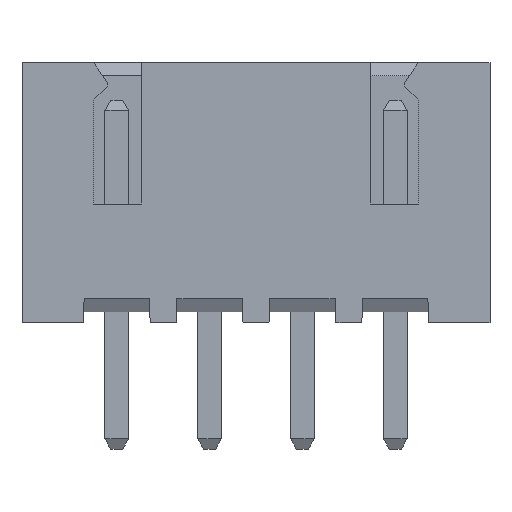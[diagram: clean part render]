
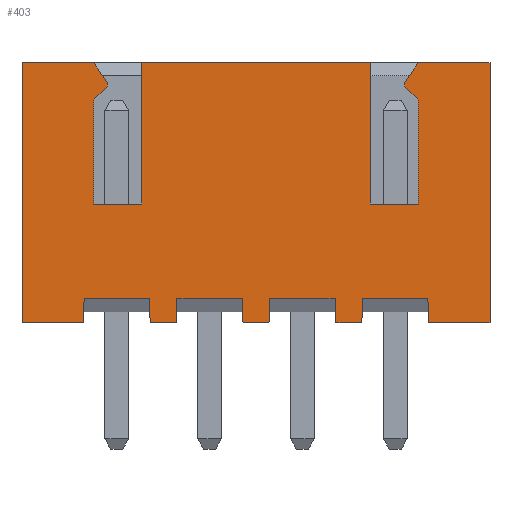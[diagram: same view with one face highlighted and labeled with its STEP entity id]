
A CAD part, front view. The second image highlights one B-rep face of the part: STEP entity #403.
In plain terms, the highlighted planar face has unit normal (0, -1, 0).
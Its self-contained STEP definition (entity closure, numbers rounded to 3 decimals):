
#403=ADVANCED_FACE('',(#1044),#1046,.T.);
#1044=FACE_BOUND('',#1045,.T.);
#1045=EDGE_LOOP('',(#1546,#1547,#1548,#1549,#1550,#1551,#1552,#1553,#1554,#1555,
#1556,#1557,#1558,#1559,#1560,#1561,#1562,#1563,#1564,#1565,#1566,#1567,#1568,#1569,
#1570,#1571,#1572,#1573,#1574,#1575,#1576,#1577,#1578,#1579));
#1046=PLANE('',#1047);
#1047=AXIS2_PLACEMENT_3D('',#1048,#1049,#1050);
#1048=CARTESIAN_POINT('',(-10.05,-2.35,0.));
#1049=DIRECTION('',(0.,-1.,0.));
#1050=DIRECTION('',(1.,0.,0.));
#1546=ORIENTED_EDGE('',*,*,#1918,.T.);
#1547=ORIENTED_EDGE('',*,*,#1880,.T.);
#1548=ORIENTED_EDGE('',*,*,#1907,.T.);
#1549=ORIENTED_EDGE('',*,*,#1919,.T.);
#1550=ORIENTED_EDGE('',*,*,#1920,.T.);
#1551=ORIENTED_EDGE('',*,*,#1921,.T.);
#1552=ORIENTED_EDGE('',*,*,#1922,.T.);
#1553=ORIENTED_EDGE('',*,*,#1923,.T.);
#1554=ORIENTED_EDGE('',*,*,#1924,.F.);
#1555=ORIENTED_EDGE('',*,*,#1925,.T.);
#1556=ORIENTED_EDGE('',*,*,#1926,.T.);
#1557=ORIENTED_EDGE('',*,*,#1927,.T.);
#1558=ORIENTED_EDGE('',*,*,#1928,.T.);
#1559=ORIENTED_EDGE('',*,*,#1929,.T.);
#1560=ORIENTED_EDGE('',*,*,#1930,.T.);
#1561=ORIENTED_EDGE('',*,*,#1931,.F.);
#1562=ORIENTED_EDGE('',*,*,#1932,.T.);
#1563=ORIENTED_EDGE('',*,*,#1933,.T.);
#1564=ORIENTED_EDGE('',*,*,#1934,.T.);
#1565=ORIENTED_EDGE('',*,*,#1935,.T.);
#1566=ORIENTED_EDGE('',*,*,#1936,.T.);
#1567=ORIENTED_EDGE('',*,*,#1937,.T.);
#1568=ORIENTED_EDGE('',*,*,#1938,.F.);
#1569=ORIENTED_EDGE('',*,*,#1939,.F.);
#1570=ORIENTED_EDGE('',*,*,#1910,.T.);
#1571=ORIENTED_EDGE('',*,*,#1864,.T.);
#1572=ORIENTED_EDGE('',*,*,#1940,.T.);
#1573=ORIENTED_EDGE('',*,*,#1856,.T.);
#1574=ORIENTED_EDGE('',*,*,#1909,.T.);
#1575=ORIENTED_EDGE('',*,*,#1876,.T.);
#1576=ORIENTED_EDGE('',*,*,#1941,.T.);
#1577=ORIENTED_EDGE('',*,*,#1868,.T.);
#1578=ORIENTED_EDGE('',*,*,#1908,.T.);
#1579=ORIENTED_EDGE('',*,*,#1888,.T.);
#1856=EDGE_CURVE('',#2059,#2060,#2061,.F.);
#1864=EDGE_CURVE('',#2076,#2074,#2077,.F.);
#1868=EDGE_CURVE('',#2083,#2084,#2085,.F.);
#1876=EDGE_CURVE('',#2100,#2098,#2101,.F.);
#1880=EDGE_CURVE('',#2107,#2108,#2109,.F.);
#1888=EDGE_CURVE('',#2124,#2122,#2125,.F.);
#1907=EDGE_CURVE('',#2108,#2153,#2155,.T.);
#1908=EDGE_CURVE('',#2084,#2124,#2156,.T.);
#1909=EDGE_CURVE('',#2060,#2100,#2157,.T.);
#1910=EDGE_CURVE('',#2158,#2076,#2159,.T.);
#1918=EDGE_CURVE('',#2122,#2107,#2167,.F.);
#1919=EDGE_CURVE('',#2153,#2168,#2169,.F.);
#1920=EDGE_CURVE('',#2168,#2170,#2171,.F.);
#1921=EDGE_CURVE('',#2170,#2172,#2173,.F.);
#1922=EDGE_CURVE('',#2172,#2174,#2175,.T.);
#1923=EDGE_CURVE('',#2174,#2176,#2177,.T.);
#1924=EDGE_CURVE('',#2178,#2176,#2179,.T.);
#1925=EDGE_CURVE('',#2178,#2180,#2181,.F.);
#1926=EDGE_CURVE('',#2180,#2182,#2183,.F.);
#1927=EDGE_CURVE('',#2182,#2184,#2185,.F.);
#1928=EDGE_CURVE('',#2184,#2186,#2187,.F.);
#1929=EDGE_CURVE('',#2186,#2188,#2189,.F.);
#1930=EDGE_CURVE('',#2188,#2190,#2191,.F.);
#1931=EDGE_CURVE('',#2192,#2190,#2193,.T.);
#1932=EDGE_CURVE('',#2192,#2194,#2195,.F.);
#1933=EDGE_CURVE('',#2194,#2196,#2197,.F.);
#1934=EDGE_CURVE('',#2196,#2198,#2199,.F.);
#1935=EDGE_CURVE('',#2198,#2200,#2201,.F.);
#1936=EDGE_CURVE('',#2200,#2202,#2203,.F.);
#1937=EDGE_CURVE('',#2202,#2204,#2205,.F.);
#1938=EDGE_CURVE('',#2206,#2204,#2207,.T.);
#1939=EDGE_CURVE('',#2158,#2206,#2208,.T.);
#1940=EDGE_CURVE('',#2074,#2059,#2209,.F.);
#1941=EDGE_CURVE('',#2098,#2083,#2210,.F.);
#2059=VERTEX_POINT('',#2394);
#2060=VERTEX_POINT('',#2395);
#2061=LINE('',#2396,#2397);
#2074=VERTEX_POINT('',#2423);
#2076=VERTEX_POINT('',#2427);
#2077=LINE('',#2428,#2429);
#2083=VERTEX_POINT('',#2442);
#2084=VERTEX_POINT('',#2443);
#2085=LINE('',#2444,#2445);
#2098=VERTEX_POINT('',#2471);
#2100=VERTEX_POINT('',#2475);
#2101=LINE('',#2476,#2477);
#2107=VERTEX_POINT('',#2490);
#2108=VERTEX_POINT('',#2491);
#2109=LINE('',#2492,#2493);
#2122=VERTEX_POINT('',#2519);
#2124=VERTEX_POINT('',#2523);
#2125=LINE('',#2524,#2525);
#2153=VERTEX_POINT('',#2588);
#2155=LINE('',#2592,#2593);
#2156=LINE('',#2595,#2596);
#2157=LINE('',#2598,#2599);
#2158=VERTEX_POINT('',#2601);
#2159=LINE('',#2602,#2603);
#2167=LINE('',#2626,#2627);
#2168=VERTEX_POINT('',#2629);
#2169=LINE('',#2630,#2631);
#2170=VERTEX_POINT('',#2633);
#2171=LINE('',#2634,#2635);
#2172=VERTEX_POINT('',#2637);
#2173=LINE('',#2638,#2639);
#2174=VERTEX_POINT('',#2641);
#2175=LINE('',#2642,#2643);
#2176=VERTEX_POINT('',#2645);
#2177=LINE('',#2646,#2647);
#2178=VERTEX_POINT('',#2649);
#2179=LINE('',#2650,#2651);
#2180=VERTEX_POINT('',#2653);
#2181=LINE('',#2654,#2655);
#2182=VERTEX_POINT('',#2657);
#2183=LINE('',#2658,#2659);
#2184=VERTEX_POINT('',#2661);
#2185=LINE('',#2662,#2663);
#2186=VERTEX_POINT('',#2665);
#2187=LINE('',#2666,#2667);
#2188=VERTEX_POINT('',#2669);
#2189=LINE('',#2670,#2671);
#2190=VERTEX_POINT('',#2673);
#2191=LINE('',#2674,#2675);
#2192=VERTEX_POINT('',#2677);
#2193=LINE('',#2678,#2679);
#2194=VERTEX_POINT('',#2681);
#2195=LINE('',#2682,#2683);
#2196=VERTEX_POINT('',#2685);
#2197=LINE('',#2686,#2687);
#2198=VERTEX_POINT('',#2689);
#2199=LINE('',#2690,#2691);
#2200=VERTEX_POINT('',#2693);
#2201=LINE('',#2694,#2695);
#2202=VERTEX_POINT('',#2697);
#2203=LINE('',#2698,#2699);
#2204=VERTEX_POINT('',#2701);
#2205=LINE('',#2702,#2703);
#2206=VERTEX_POINT('',#2705);
#2207=LINE('',#2706,#2707);
#2208=LINE('',#2709,#2710);
#2209=LINE('',#2712,#2713);
#2210=LINE('',#2715,#2716);
#2394=CARTESIAN_POINT('',(-6.623,-2.35,0.65));
#2395=CARTESIAN_POINT('',(-6.6,-2.35,0.));
#2396=CARTESIAN_POINT('',(-6.6,-2.35,0.));
#2397=VECTOR('',#2398,1.);
#2398=DIRECTION('',(-0.035,0.,0.999));
#2423=CARTESIAN_POINT('',(-8.377,-2.35,0.65));
#2427=CARTESIAN_POINT('',(-8.4,-2.35,0.));
#2428=CARTESIAN_POINT('',(-8.377,-2.35,0.65));
#2429=VECTOR('',#2430,1.);
#2430=DIRECTION('',(-0.035,0.,-0.999));
#2442=CARTESIAN_POINT('',(-4.123,-2.35,0.65));
#2443=CARTESIAN_POINT('',(-4.1,-2.35,0.));
#2444=CARTESIAN_POINT('',(-4.1,-2.35,0.));
#2445=VECTOR('',#2446,1.);
#2446=DIRECTION('',(-0.035,0.,0.999));
#2471=CARTESIAN_POINT('',(-5.877,-2.35,0.65));
#2475=CARTESIAN_POINT('',(-5.9,-2.35,0.));
#2476=CARTESIAN_POINT('',(-5.877,-2.35,0.65));
#2477=VECTOR('',#2478,1.);
#2478=DIRECTION('',(-0.035,0.,-0.999));
#2490=CARTESIAN_POINT('',(-1.623,-2.35,0.65));
#2491=CARTESIAN_POINT('',(-1.6,-2.35,0.));
#2492=CARTESIAN_POINT('',(-1.6,-2.35,0.));
#2493=VECTOR('',#2494,1.);
#2494=DIRECTION('',(-0.035,0.,0.999));
#2519=CARTESIAN_POINT('',(-3.377,-2.35,0.65));
#2523=CARTESIAN_POINT('',(-3.4,-2.35,0.));
#2524=CARTESIAN_POINT('',(-3.377,-2.35,0.65));
#2525=VECTOR('',#2526,1.);
#2526=DIRECTION('',(-0.035,0.,-0.999));
#2588=CARTESIAN_POINT('',(-0.9,-2.35,0.));
#2592=CARTESIAN_POINT('',(-1.6,-2.35,0.));
#2593=VECTOR('',#2594,1.);
#2594=DIRECTION('',(1.,0.,0.));
#2595=CARTESIAN_POINT('',(-4.1,-2.35,0.));
#2596=VECTOR('',#2597,1.);
#2597=DIRECTION('',(1.,0.,0.));
#2598=CARTESIAN_POINT('',(-6.6,-2.35,0.));
#2599=VECTOR('',#2600,1.);
#2600=DIRECTION('',(1.,0.,0.));
#2601=CARTESIAN_POINT('',(-10.05,-2.35,0.));
#2602=CARTESIAN_POINT('',(-10.05,-2.35,0.));
#2603=VECTOR('',#2604,1.);
#2604=DIRECTION('',(1.,0.,0.));
#2626=CARTESIAN_POINT('',(-1.623,-2.35,0.65));
#2627=VECTOR('',#2628,1.);
#2628=DIRECTION('',(-1.,0.,0.));
#2629=CARTESIAN_POINT('',(-0.877,-2.35,0.65));
#2630=CARTESIAN_POINT('',(-0.877,-2.35,0.65));
#2631=VECTOR('',#2632,1.);
#2632=DIRECTION('',(-0.035,0.,-0.999));
#2633=CARTESIAN_POINT('',(0.877,-2.35,0.65));
#2634=CARTESIAN_POINT('',(0.877,-2.35,0.65));
#2635=VECTOR('',#2636,1.);
#2636=DIRECTION('',(-1.,0.,0.));
#2637=CARTESIAN_POINT('',(0.9,-2.35,0.));
#2638=CARTESIAN_POINT('',(0.9,-2.35,0.));
#2639=VECTOR('',#2640,1.);
#2640=DIRECTION('',(-0.035,0.,0.999));
#2641=CARTESIAN_POINT('',(2.55,-2.35,0.));
#2642=CARTESIAN_POINT('',(0.9,-2.35,0.));
#2643=VECTOR('',#2644,1.);
#2644=DIRECTION('',(1.,0.,0.));
#2645=CARTESIAN_POINT('',(2.55,-2.35,7.));
#2646=CARTESIAN_POINT('',(2.55,-2.35,0.));
#2647=VECTOR('',#2648,1.);
#2648=DIRECTION('',(0.,0.,1.));
#2649=CARTESIAN_POINT('',(0.621,-2.35,7.));
#2650=CARTESIAN_POINT('',(0.621,-2.35,7.));
#2651=VECTOR('',#2652,1.);
#2652=DIRECTION('',(1.,0.,0.));
#2653=CARTESIAN_POINT('',(0.25,-2.35,6.471));
#2654=CARTESIAN_POINT('',(0.25,-2.35,6.471));
#2655=VECTOR('',#2656,1.);
#2656=DIRECTION('',(0.574,0.,0.819));
#2657=CARTESIAN_POINT('',(0.25,-2.35,6.371));
#2658=CARTESIAN_POINT('',(0.25,-2.35,6.371));
#2659=VECTOR('',#2660,1.);
#2660=DIRECTION('',(0.,0.,1.));
#2661=CARTESIAN_POINT('',(0.621,-2.35,6.));
#2662=CARTESIAN_POINT('',(0.621,-2.35,6.));
#2663=VECTOR('',#2664,1.);
#2664=DIRECTION('',(-0.707,0.,0.707));
#2665=CARTESIAN_POINT('',(0.621,-2.35,3.2));
#2666=CARTESIAN_POINT('',(0.621,-2.35,3.2));
#2667=VECTOR('',#2668,1.);
#2668=DIRECTION('',(0.,0.,1.));
#2669=CARTESIAN_POINT('',(-0.679,-2.35,3.2));
#2670=CARTESIAN_POINT('',(-0.679,-2.35,3.2));
#2671=VECTOR('',#2672,1.);
#2672=DIRECTION('',(1.,0.,0.));
#2673=CARTESIAN_POINT('',(-0.679,-2.35,7.));
#2674=CARTESIAN_POINT('',(-0.679,-2.35,7.));
#2675=VECTOR('',#2676,1.);
#2676=DIRECTION('',(0.,0.,-1.));
#2677=CARTESIAN_POINT('',(-6.821,-2.35,7.));
#2678=CARTESIAN_POINT('',(-6.821,-2.35,7.));
#2679=VECTOR('',#2680,1.);
#2680=DIRECTION('',(1.,0.,0.));
#2681=CARTESIAN_POINT('',(-6.821,-2.35,3.2));
#2682=CARTESIAN_POINT('',(-6.821,-2.35,3.2));
#2683=VECTOR('',#2684,1.);
#2684=DIRECTION('',(0.,0.,1.));
#2685=CARTESIAN_POINT('',(-8.121,-2.35,3.2));
#2686=CARTESIAN_POINT('',(-8.121,-2.35,3.2));
#2687=VECTOR('',#2688,1.);
#2688=DIRECTION('',(1.,0.,0.));
#2689=CARTESIAN_POINT('',(-8.121,-2.35,6.));
#2690=CARTESIAN_POINT('',(-8.121,-2.35,6.));
#2691=VECTOR('',#2692,1.);
#2692=DIRECTION('',(0.,0.,-1.));
#2693=CARTESIAN_POINT('',(-7.75,-2.35,6.371));
#2694=CARTESIAN_POINT('',(-7.75,-2.35,6.371));
#2695=VECTOR('',#2696,1.);
#2696=DIRECTION('',(-0.707,0.,-0.707));
#2697=CARTESIAN_POINT('',(-7.75,-2.35,6.471));
#2698=CARTESIAN_POINT('',(-7.75,-2.35,6.471));
#2699=VECTOR('',#2700,1.);
#2700=DIRECTION('',(0.,0.,-1.));
#2701=CARTESIAN_POINT('',(-8.121,-2.35,7.));
#2702=CARTESIAN_POINT('',(-8.121,-2.35,7.));
#2703=VECTOR('',#2704,1.);
#2704=DIRECTION('',(0.574,0.,-0.819));
#2705=CARTESIAN_POINT('',(-10.05,-2.35,7.));
#2706=CARTESIAN_POINT('',(-10.05,-2.35,7.));
#2707=VECTOR('',#2708,1.);
#2708=DIRECTION('',(1.,0.,0.));
#2709=CARTESIAN_POINT('',(-10.05,-2.35,0.));
#2710=VECTOR('',#2711,1.);
#2711=DIRECTION('',(0.,0.,1.));
#2712=CARTESIAN_POINT('',(-6.623,-2.35,0.65));
#2713=VECTOR('',#2714,1.);
#2714=DIRECTION('',(-1.,0.,0.));
#2715=CARTESIAN_POINT('',(-4.123,-2.35,0.65));
#2716=VECTOR('',#2717,1.);
#2717=DIRECTION('',(-1.,0.,0.));
